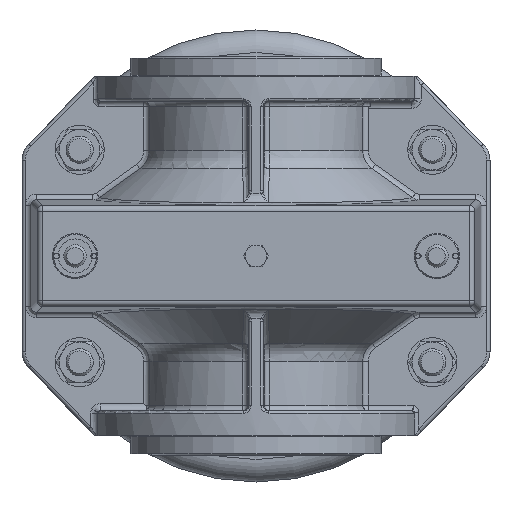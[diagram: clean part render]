
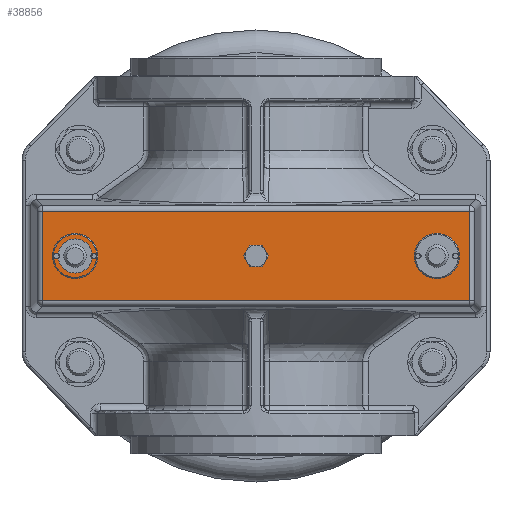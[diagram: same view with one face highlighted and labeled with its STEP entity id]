
A CAD part, front view. The second image highlights one B-rep face of the part: STEP entity #38856.
In plain terms, the highlighted planar face has unit normal (0, -1, 0).
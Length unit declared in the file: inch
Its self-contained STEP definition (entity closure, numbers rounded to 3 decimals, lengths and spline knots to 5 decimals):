
#38748=CARTESIAN_POINT('',(7.43689,-6.46458,-1.60043));
#38749=VERTEX_POINT('',#38748);
#38774=CARTESIAN_POINT('',(7.43689,-6.46458,1.52426));
#38775=VERTEX_POINT('',#38774);
#38783=CARTESIAN_POINT('',(7.43689,-6.46458,1.52426));
#38784=DIRECTION('',(0.0,0.0,-1.0));
#38785=VECTOR('',#38784,3.12469);
#38786=LINE('',#38783,#38785);
#38787=EDGE_CURVE('',#38775,#38749,#38786,.T.);
#38793=CARTESIAN_POINT('',(0.01138,-6.46458,-0.03808));
#38794=DIRECTION('',(0.0,-1.0,0.0));
#38795=DIRECTION('',(0.0,0.0,-1.0));
#38796=AXIS2_PLACEMENT_3D('',#38793,#38794,#38795);
#38797=PLANE('',#38796);
#38798=ORIENTED_EDGE('',*,*,#38787,.F.);
#38799=CARTESIAN_POINT('',(-7.41414,-6.46458,1.52426));
#38800=VERTEX_POINT('',#38799);
#38801=CARTESIAN_POINT('',(-7.41414,-6.46458,1.52426));
#38802=DIRECTION('',(1.0,0.0,0.0));
#38803=VECTOR('',#38802,14.85102);
#38804=LINE('',#38801,#38803);
#38805=EDGE_CURVE('',#38800,#38775,#38804,.T.);
#38806=ORIENTED_EDGE('',*,*,#38805,.F.);
#38807=CARTESIAN_POINT('',(-7.41414,-6.46458,-1.60043));
#38808=VERTEX_POINT('',#38807);
#38809=CARTESIAN_POINT('',(-7.41414,-6.46458,-1.60043));
#38810=DIRECTION('',(0.0,0.0,1.0));
#38811=VECTOR('',#38810,3.12469);
#38812=LINE('',#38809,#38811);
#38813=EDGE_CURVE('',#38808,#38800,#38812,.T.);
#38814=ORIENTED_EDGE('',*,*,#38813,.F.);
#38815=CARTESIAN_POINT('',(7.43689,-6.46458,-1.60043));
#38816=DIRECTION('',(-1.0,0.0,0.0));
#38817=VECTOR('',#38816,14.85102);
#38818=LINE('',#38815,#38817);
#38819=EDGE_CURVE('',#38749,#38808,#38818,.T.);
#38820=ORIENTED_EDGE('',*,*,#38819,.F.);
#38821=EDGE_LOOP('',(#38798,#38806,#38814,#38820));
#38822=FACE_OUTER_BOUND('',#38821,.T.);
#38823=CARTESIAN_POINT('',(6.90705,-6.46458,-0.03808));
#38824=VERTEX_POINT('',#38823);
#38825=CARTESIAN_POINT('',(6.31059,-6.46458,-0.03808));
#38826=DIRECTION('',(0.0,1.0,0.0));
#38827=DIRECTION('',(1.0,0.0,0.0));
#38828=AXIS2_PLACEMENT_3D('',#38825,#38826,#38827);
#38829=CIRCLE('',#38828,0.59646);
#38830=EDGE_CURVE('',#38824,#38824,#38829,.T.);
#38831=ORIENTED_EDGE('',*,*,#38830,.T.);
#38832=EDGE_LOOP('',(#38831));
#38833=FACE_BOUND('',#38832,.T.);
#38834=CARTESIAN_POINT('',(-5.69138,-6.46458,-0.03808));
#38835=VERTEX_POINT('',#38834);
#38836=CARTESIAN_POINT('',(-6.28784,-6.46458,-0.03808));
#38837=DIRECTION('',(0.0,-1.0,0.0));
#38838=DIRECTION('',(-1.0,0.0,0.0));
#38839=AXIS2_PLACEMENT_3D('',#38836,#38837,#38838);
#38840=CIRCLE('',#38839,0.59646);
#38841=EDGE_CURVE('',#38835,#38835,#38840,.T.);
#38842=ORIENTED_EDGE('',*,*,#38841,.F.);
#38843=EDGE_LOOP('',(#38842));
#38844=FACE_BOUND('',#38843,.T.);
#38845=CARTESIAN_POINT('',(-0.20516,-6.46458,-0.03808));
#38846=VERTEX_POINT('',#38845);
#38847=CARTESIAN_POINT('',(0.01138,-6.46458,-0.03808));
#38848=DIRECTION('',(0.0,-1.0,0.0));
#38849=DIRECTION('',(1.0,0.0,0.0));
#38850=AXIS2_PLACEMENT_3D('',#38847,#38848,#38849);
#38851=CIRCLE('',#38850,0.21654);
#38852=EDGE_CURVE('',#38846,#38846,#38851,.T.);
#38853=ORIENTED_EDGE('',*,*,#38852,.F.);
#38854=EDGE_LOOP('',(#38853));
#38855=FACE_BOUND('',#38854,.T.);
#38856=ADVANCED_FACE('',(#38822,#38833,#38844,#38855),#38797,.T.);
